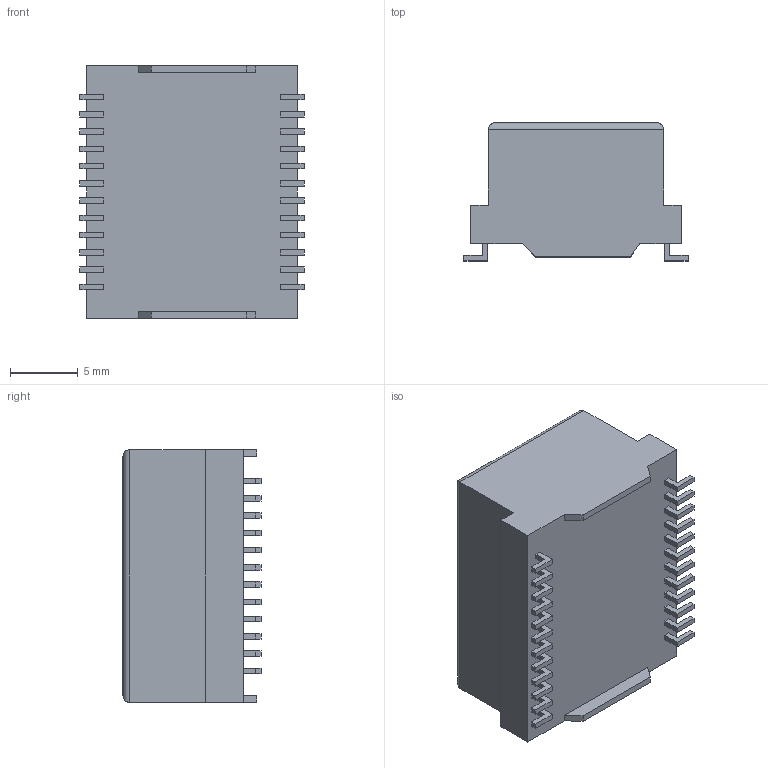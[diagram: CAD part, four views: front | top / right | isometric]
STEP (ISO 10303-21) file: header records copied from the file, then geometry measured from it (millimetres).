
FILE_DESCRIPTION (( 'STEP AP214' ), '1' );
FILE_NAME ('Coilcraft-ETH1-460L.STEP', '2013-02-06T13:51:05', ( 'Windows User' ), ( '' ), 'SwSTEP 2.0', 'SolidWorks 2013', '' );
FILE_SCHEMA (( 'AUTOMOTIVE_DESIGN' ));
Length unit declared in the file: millimetre
Products named in the file (1): Coilcraft-ETH1-460L
Bounding box: 16.5 x 10.16 x 18.6 mm (x, y, z)
Volume: 2275.9 mm3; surface area: 1269.8 mm2
Topology: 1 solids, 1 shells, 557 faces, 1417 edges, 911 vertices
Faces by surface type: plane 333, bspline 218, cylinder 6
Entity records: 25417 total; most frequent: CARTESIAN_POINT 7373, ORIENTED_EDGE 2834, DIRECTION 1661, EDGE_CURVE 1417, VECTOR 973, LINE 973, VERTEX_POINT 911, EDGE_LOOP 606
